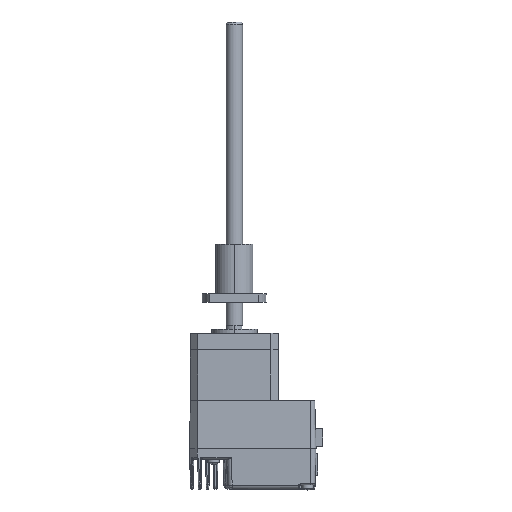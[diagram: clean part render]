
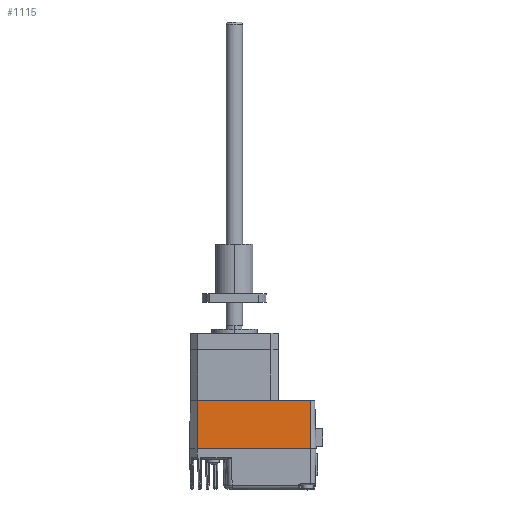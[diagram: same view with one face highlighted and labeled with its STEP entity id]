
A CAD part, top view. The second image highlights one B-rep face of the part: STEP entity #1115.
In plain terms, the highlighted planar face has unit normal (0, 0.026, 1).
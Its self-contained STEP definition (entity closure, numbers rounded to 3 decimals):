
#239 = LINE ( 'NONE', #10410, #3696 ) ;
#340 = PLANE ( 'NONE',  #8075 ) ;
#823 = FACE_OUTER_BOUND ( 'NONE', #4336, .T. ) ;
#1000 = ORIENTED_EDGE ( 'NONE', *, *, #8509, .T. ) ;
#1115 = ADVANCED_FACE ( 'NONE', ( #823 ), #340, .T. ) ;
#1971 = EDGE_CURVE ( 'NONE', #9279, #15823, #239, .T. ) ;
#2987 = VECTOR ( 'NONE', #4457, 1000. ) ;
#3306 = DIRECTION ( 'NONE',  ( 0., 0.026, 1. ) ) ;
#3506 = VECTOR ( 'NONE', #7009, 1000. ) ;
#3696 = VECTOR ( 'NONE', #6324, 1000. ) ;
#3845 = CARTESIAN_POINT ( 'NONE',  ( -14.081, -50.908, 75.65 ) ) ;
#4336 = EDGE_LOOP ( 'NONE', ( #14207, #1000, #12541, #11155 ) ) ;
#4457 = DIRECTION ( 'NONE',  ( 0., 1., -0.026 ) ) ;
#4602 = DIRECTION ( 'NONE',  ( -1., 0., 0. ) ) ;
#4805 = DIRECTION ( 'NONE',  ( 0., -1., 0.026 ) ) ;
#4973 = EDGE_CURVE ( 'NONE', #10251, #14978, #7119, .T. ) ;
#6324 = DIRECTION ( 'NONE',  ( 1., 0., 0. ) ) ;
#7009 = DIRECTION ( 'NONE',  ( -0.011, -1., 0.026 ) ) ;
#7024 = CARTESIAN_POINT ( 'NONE',  ( 40.319, -50.908, 75.65 ) ) ;
#7119 = LINE ( 'NONE', #15490, #17213 ) ;
#7122 = CARTESIAN_POINT ( 'NONE',  ( -14.081, -50.908, 75.65 ) ) ;
#8075 = AXIS2_PLACEMENT_3D ( 'NONE', #11524, #3306, #4805 ) ;
#8509 = EDGE_CURVE ( 'NONE', #14978, #9279, #9513, .T. ) ;
#9279 = VERTEX_POINT ( 'NONE', #15326 ) ;
#9513 = LINE ( 'NONE', #7122, #3506 ) ;
#9742 = CARTESIAN_POINT ( 'NONE',  ( 40.319, -50.908, 75.65 ) ) ;
#10251 = VERTEX_POINT ( 'NONE', #9742 ) ;
#10319 = EDGE_CURVE ( 'NONE', #15823, #10251, #15214, .T. ) ;
#10329 = CARTESIAN_POINT ( 'NONE',  ( 40.319, -74.408, 76.265 ) ) ;
#10410 = CARTESIAN_POINT ( 'NONE',  ( -14.081, -74.408, 76.265 ) ) ;
#11155 = ORIENTED_EDGE ( 'NONE', *, *, #10319, .T. ) ;
#11524 = CARTESIAN_POINT ( 'NONE',  ( -14.081, -50.908, 75.65 ) ) ;
#12541 = ORIENTED_EDGE ( 'NONE', *, *, #1971, .T. ) ;
#14207 = ORIENTED_EDGE ( 'NONE', *, *, #4973, .T. ) ;
#14978 = VERTEX_POINT ( 'NONE', #3845 ) ;
#15214 = LINE ( 'NONE', #7024, #2987 ) ;
#15326 = CARTESIAN_POINT ( 'NONE',  ( -14.336, -74.408, 76.265 ) ) ;
#15490 = CARTESIAN_POINT ( 'NONE',  ( -14.081, -50.908, 75.65 ) ) ;
#15823 = VERTEX_POINT ( 'NONE', #10329 ) ;
#17213 = VECTOR ( 'NONE', #4602, 1000. ) ;
